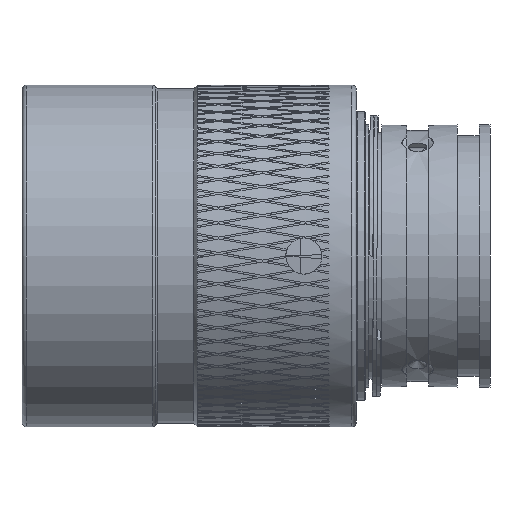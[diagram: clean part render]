
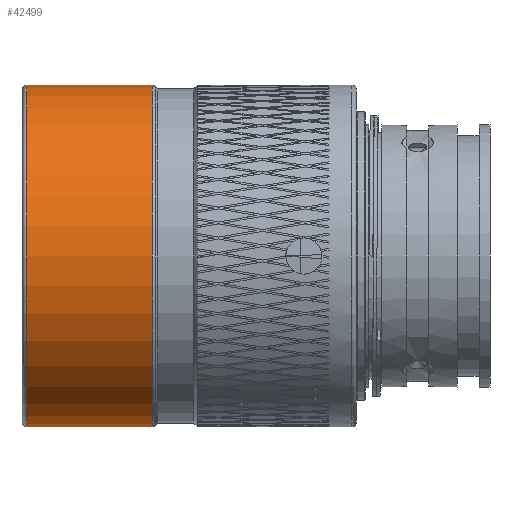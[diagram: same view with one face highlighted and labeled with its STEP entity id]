
A CAD part, front view. The second image highlights one B-rep face of the part: STEP entity #42499.
In plain terms, the highlighted cylindrical face has radius 18.9 mm (diameter 37.8 mm), a full revolution.
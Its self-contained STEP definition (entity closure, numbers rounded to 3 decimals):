
#1130=CIRCLE('',#45343,18.9);
#1131=CIRCLE('',#45344,18.9);
#1136=CIRCLE('',#45351,18.9);
#1137=CIRCLE('',#45352,18.9);
#1138=CIRCLE('',#45353,18.9);
#3992=FACE_OUTER_BOUND('',#6452,.T.);
#6452=EDGE_LOOP('',(#29786,#29787,#29788,#29789,#29790,#29791,#29792));
#13289=LINE('',#62181,#14517);
#14517=VECTOR('',#49484,18.9);
#16356=VERTEX_POINT('',#62161);
#16357=VERTEX_POINT('',#62163);
#16361=VERTEX_POINT('',#62176);
#16362=VERTEX_POINT('',#62177);
#16363=VERTEX_POINT('',#62179);
#21443=EDGE_CURVE('',#16356,#16357,#1130,.T.);
#21444=EDGE_CURVE('',#16357,#16356,#1131,.T.);
#21450=EDGE_CURVE('',#16361,#16362,#1136,.T.);
#21451=EDGE_CURVE('',#16363,#16361,#1137,.T.);
#21452=EDGE_CURVE('',#16363,#16357,#13289,.T.);
#21453=EDGE_CURVE('',#16362,#16363,#1138,.T.);
#29786=ORIENTED_EDGE('',*,*,#21450,.F.);
#29787=ORIENTED_EDGE('',*,*,#21451,.F.);
#29788=ORIENTED_EDGE('',*,*,#21452,.T.);
#29789=ORIENTED_EDGE('',*,*,#21443,.F.);
#29790=ORIENTED_EDGE('',*,*,#21444,.F.);
#29791=ORIENTED_EDGE('',*,*,#21452,.F.);
#29792=ORIENTED_EDGE('',*,*,#21453,.F.);
#39155=CYLINDRICAL_SURFACE('',#45350,18.9);
#42499=ADVANCED_FACE('',(#3992),#39155,.T.);
#45343=AXIS2_PLACEMENT_3D('',#62164,#49463,#49464);
#45344=AXIS2_PLACEMENT_3D('',#62165,#49465,#49466);
#45350=AXIS2_PLACEMENT_3D('',#62175,#49478,#49479);
#45351=AXIS2_PLACEMENT_3D('',#62178,#49480,#49481);
#45352=AXIS2_PLACEMENT_3D('',#62180,#49482,#49483);
#45353=AXIS2_PLACEMENT_3D('',#62182,#49485,#49486);
#49463=DIRECTION('center_axis',(1.,0.,0.));
#49464=DIRECTION('ref_axis',(0.,1.,0.));
#49465=DIRECTION('center_axis',(1.,0.,0.));
#49466=DIRECTION('ref_axis',(0.,1.,0.));
#49478=DIRECTION('center_axis',(-1.,0.,0.));
#49479=DIRECTION('ref_axis',(0.,1.,0.));
#49480=DIRECTION('center_axis',(-1.,0.,0.));
#49481=DIRECTION('ref_axis',(0.,-1.,0.));
#49482=DIRECTION('center_axis',(-1.,0.,0.));
#49483=DIRECTION('ref_axis',(0.,-1.,0.));
#49484=DIRECTION('',(1.,0.,0.));
#49485=DIRECTION('center_axis',(-1.,0.,0.));
#49486=DIRECTION('ref_axis',(0.,-1.,0.));
#62161=CARTESIAN_POINT('',(3.093,0.,18.9));
#62163=CARTESIAN_POINT('',(3.093,-18.9,0.));
#62164=CARTESIAN_POINT('Origin',(3.093,0.,0.));
#62165=CARTESIAN_POINT('Origin',(3.093,0.,0.));
#62175=CARTESIAN_POINT('Origin',(7.2,0.,0.));
#62176=CARTESIAN_POINT('',(-10.8,18.9,0.));
#62177=CARTESIAN_POINT('',(-10.8,0.,-18.9));
#62178=CARTESIAN_POINT('Origin',(-10.8,0.,0.));
#62179=CARTESIAN_POINT('',(-10.8,-18.9,0.));
#62180=CARTESIAN_POINT('Origin',(-10.8,0.,0.));
#62181=CARTESIAN_POINT('',(7.2,-18.9,0.));
#62182=CARTESIAN_POINT('Origin',(-10.8,0.,0.));
